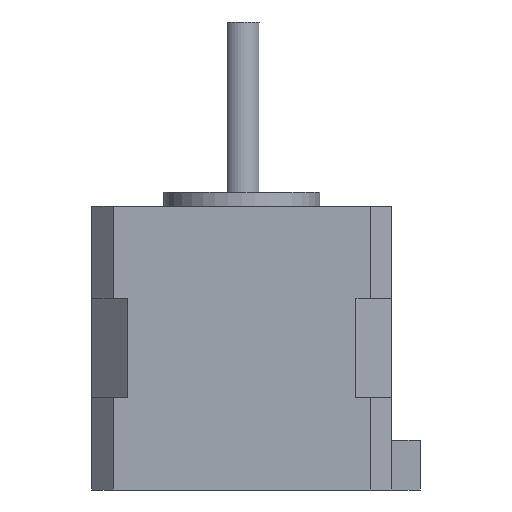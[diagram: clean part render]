
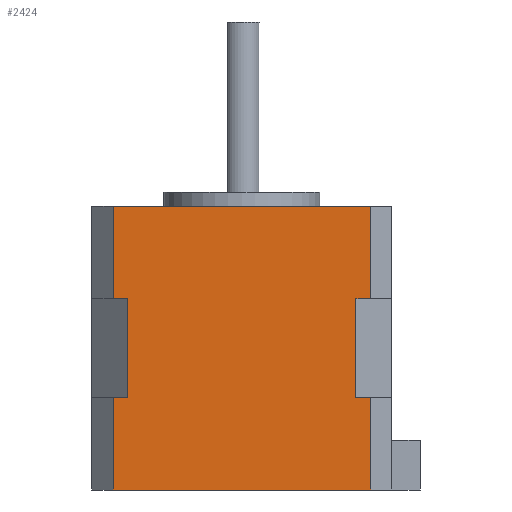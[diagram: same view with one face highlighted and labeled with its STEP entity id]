
A CAD part, left-side view. The second image highlights one B-rep face of the part: STEP entity #2424.
In plain terms, the highlighted planar face has unit normal (-1, 0, 0).
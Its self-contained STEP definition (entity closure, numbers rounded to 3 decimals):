
#56=PLANE('',#2589);
#187=FACE_OUTER_BOUND('',#324,.T.);
#324=EDGE_LOOP('',(#2133,#2134,#2135,#2136,#2137,#2138,#2139,#2140,#2141,
#2142,#2143,#2144));
#674=LINE('',#9240,#839);
#676=LINE('',#9244,#841);
#678=LINE('',#9248,#843);
#679=LINE('',#9250,#844);
#680=LINE('',#9252,#845);
#681=LINE('',#9254,#846);
#682=LINE('',#9256,#847);
#683=LINE('',#9258,#848);
#684=LINE('',#9260,#849);
#685=LINE('',#9262,#850);
#686=LINE('',#9264,#851);
#687=LINE('',#9265,#852);
#839=VECTOR('',#3001,10.);
#841=VECTOR('',#3005,10.);
#843=VECTOR('',#3009,10.);
#844=VECTOR('',#3010,10.);
#845=VECTOR('',#3011,10.);
#846=VECTOR('',#3012,10.);
#847=VECTOR('',#3013,10.);
#848=VECTOR('',#3014,10.);
#849=VECTOR('',#3015,10.);
#850=VECTOR('',#3016,10.);
#851=VECTOR('',#3017,10.);
#852=VECTOR('',#3018,10.);
#1101=VERTEX_POINT('',#9233);
#1104=VERTEX_POINT('',#9238);
#1105=VERTEX_POINT('',#9243);
#1106=VERTEX_POINT('',#9247);
#1107=VERTEX_POINT('',#9249);
#1108=VERTEX_POINT('',#9251);
#1109=VERTEX_POINT('',#9253);
#1110=VERTEX_POINT('',#9255);
#1111=VERTEX_POINT('',#9257);
#1112=VERTEX_POINT('',#9259);
#1113=VERTEX_POINT('',#9261);
#1114=VERTEX_POINT('',#9263);
#1454=EDGE_CURVE('',#1104,#1101,#674,.T.);
#1456=EDGE_CURVE('',#1101,#1105,#676,.T.);
#1458=EDGE_CURVE('',#1106,#1104,#678,.T.);
#1459=EDGE_CURVE('',#1107,#1106,#679,.T.);
#1460=EDGE_CURVE('',#1108,#1107,#680,.T.);
#1461=EDGE_CURVE('',#1109,#1108,#681,.T.);
#1462=EDGE_CURVE('',#1110,#1109,#682,.T.);
#1463=EDGE_CURVE('',#1111,#1110,#683,.T.);
#1464=EDGE_CURVE('',#1112,#1111,#684,.T.);
#1465=EDGE_CURVE('',#1112,#1113,#685,.T.);
#1466=EDGE_CURVE('',#1114,#1113,#686,.T.);
#1467=EDGE_CURVE('',#1105,#1114,#687,.T.);
#2133=ORIENTED_EDGE('',*,*,#1454,.F.);
#2134=ORIENTED_EDGE('',*,*,#1458,.F.);
#2135=ORIENTED_EDGE('',*,*,#1459,.F.);
#2136=ORIENTED_EDGE('',*,*,#1460,.F.);
#2137=ORIENTED_EDGE('',*,*,#1461,.F.);
#2138=ORIENTED_EDGE('',*,*,#1462,.F.);
#2139=ORIENTED_EDGE('',*,*,#1463,.F.);
#2140=ORIENTED_EDGE('',*,*,#1464,.F.);
#2141=ORIENTED_EDGE('',*,*,#1465,.T.);
#2142=ORIENTED_EDGE('',*,*,#1466,.F.);
#2143=ORIENTED_EDGE('',*,*,#1467,.F.);
#2144=ORIENTED_EDGE('',*,*,#1456,.F.);
#2424=ADVANCED_FACE('',(#187),#56,.T.);
#2589=AXIS2_PLACEMENT_3D('',#9246,#3007,#3008);
#3001=DIRECTION('',(0.,0.,1.));
#3005=DIRECTION('',(0.,-1.,0.));
#3007=DIRECTION('center_axis',(-1.,0.,0.));
#3008=DIRECTION('ref_axis',(0.,-1.,0.));
#3009=DIRECTION('',(0.,1.,0.));
#3010=DIRECTION('',(0.,0.,1.));
#3011=DIRECTION('',(0.,-1.,0.));
#3012=DIRECTION('',(0.,0.,1.));
#3013=DIRECTION('',(0.,1.,0.));
#3014=DIRECTION('',(0.,0.,-1.));
#3015=DIRECTION('',(0.,-1.,0.));
#3016=DIRECTION('',(0.,0.,1.));
#3017=DIRECTION('',(0.,1.,0.));
#3018=DIRECTION('',(0.,0.,-1.));
#9233=CARTESIAN_POINT('',(0.,-3.,40.));
#9238=CARTESIAN_POINT('',(0.,-3.,27.));
#9240=CARTESIAN_POINT('',(0.,-3.,0.));
#9243=CARTESIAN_POINT('',(0.,-39.3,40.));
#9244=CARTESIAN_POINT('',(0.,-42.3,40.));
#9246=CARTESIAN_POINT('Origin',(0.,0.,0.));
#9247=CARTESIAN_POINT('',(0.,-5.055,27.));
#9248=CARTESIAN_POINT('',(0.,-42.3,27.));
#9249=CARTESIAN_POINT('',(0.,-5.055,13.));
#9250=CARTESIAN_POINT('',(0.,-5.055,13.));
#9251=CARTESIAN_POINT('',(0.,-3.,13.));
#9252=CARTESIAN_POINT('',(0.,-42.3,13.));
#9253=CARTESIAN_POINT('',(0.,-3.,0.));
#9254=CARTESIAN_POINT('',(0.,-3.,0.));
#9255=CARTESIAN_POINT('',(0.,-39.3,0.));
#9256=CARTESIAN_POINT('',(0.,-42.3,0.));
#9257=CARTESIAN_POINT('',(0.,-39.3,13.));
#9258=CARTESIAN_POINT('',(0.,-39.3,0.));
#9259=CARTESIAN_POINT('',(0.,-37.245,13.));
#9260=CARTESIAN_POINT('',(0.,-42.3,13.));
#9261=CARTESIAN_POINT('',(0.,-37.245,27.));
#9262=CARTESIAN_POINT('',(0.,-37.245,13.));
#9263=CARTESIAN_POINT('',(0.,-39.3,27.));
#9264=CARTESIAN_POINT('',(0.,-42.3,27.));
#9265=CARTESIAN_POINT('',(0.,-39.3,0.));
